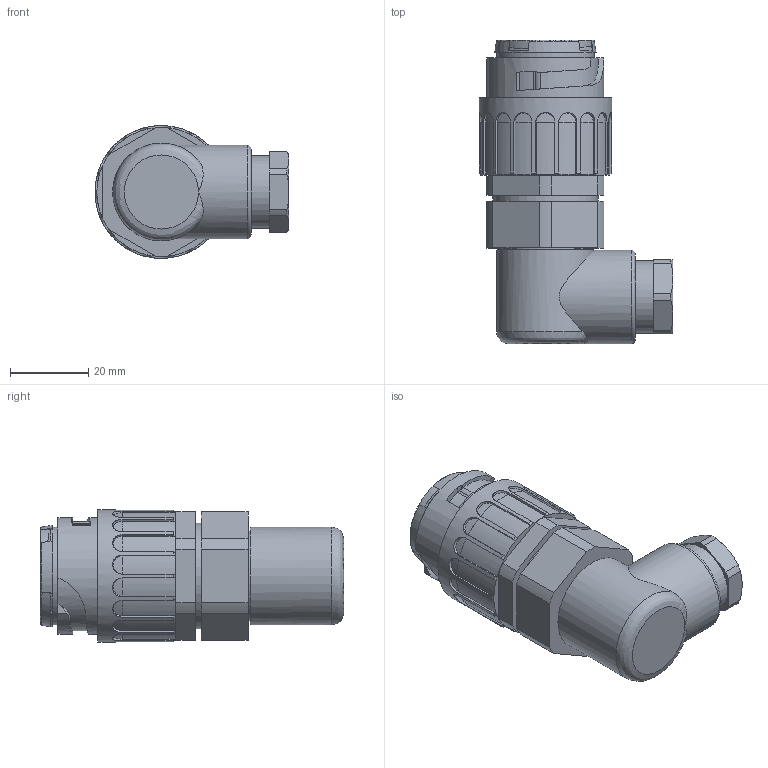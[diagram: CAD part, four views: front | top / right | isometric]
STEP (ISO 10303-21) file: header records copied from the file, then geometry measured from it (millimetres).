
FILE_DESCRIPTION(/* description */ (''),/* implementation_level */ '2;1');
FILE_NAME(/* name */ 'C016_10K014_002_1.stp',/* time_stamp */ '2017-07-26T08:31:46+02:00',/* author */ (''),/* organization */ (''),/* preprocessor_version */ 'ST-DEVELOPER v15',/* originating_system */ 'SIEMENS PLM Software NX 9.0',/* authorisation */ '');
FILE_SCHEMA (('CONFIG_CONTROL_DESIGN'));
Length unit declared in the file: millimetre
Products named in the file (1): c3d-c016 10k014 002 1nxm001-01
Bounding box: 49.7 x 77.72 x 34 mm (x, y, z)
Volume: 56477.4 mm3; surface area: 13609.1 mm2
Topology: 1 solids, 3 shells, 418 faces, 1128 edges, 724 vertices
Faces by surface type: plane 228, cylinder 107, cone 53, sphere 18, bspline 6, extrusion 6
Full cylindrical faces by diameter (mm): 18.6 x1, 22.1 x1, 23 x1, 24 x1, 25 x1, 27 x2, 30 x1, 34 x1
Entity records: 13746 total; most frequent: CARTESIAN_POINT 3614, ORIENTED_EDGE 2144, DIRECTION 2027, EDGE_CURVE 1072, AXIS2_PLACEMENT_3D 718, VERTEX_POINT 698, VECTOR 591, LINE 585
